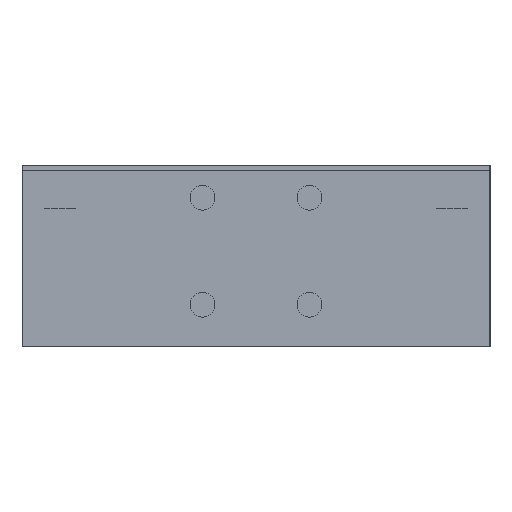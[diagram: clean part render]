
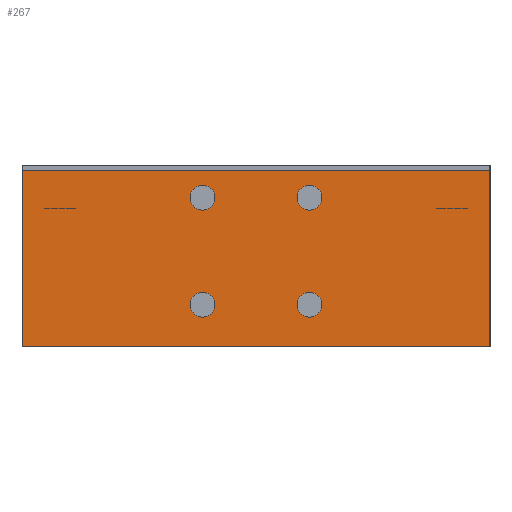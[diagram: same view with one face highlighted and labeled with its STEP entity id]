
A CAD part, left-side view. The second image highlights one B-rep face of the part: STEP entity #267.
In plain terms, the highlighted planar face has unit normal (-1, 0, 0).
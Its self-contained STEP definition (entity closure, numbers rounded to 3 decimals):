
#267 = ADVANCED_FACE( '', ( #658, #659, #660, #661, #662 ), #663, .F. );
#658 = FACE_BOUND( '', #1257, .T. );
#659 = FACE_BOUND( '', #1258, .T. );
#660 = FACE_BOUND( '', #1259, .T. );
#661 = FACE_BOUND( '', #1260, .T. );
#662 = FACE_OUTER_BOUND( '', #1261, .T. );
#663 = PLANE( '', #1262 );
#1257 = EDGE_LOOP( '', ( #1977 ) );
#1258 = EDGE_LOOP( '', ( #1978 ) );
#1259 = EDGE_LOOP( '', ( #1979 ) );
#1260 = EDGE_LOOP( '', ( #1980 ) );
#1261 = EDGE_LOOP( '', ( #1981, #1982, #1983, #1984 ) );
#1262 = AXIS2_PLACEMENT_3D( '', #1985, #1986, #1987 );
#1977 = ORIENTED_EDGE( '', *, *, #2923, .T. );
#1978 = ORIENTED_EDGE( '', *, *, #2924, .T. );
#1979 = ORIENTED_EDGE( '', *, *, #2846, .T. );
#1980 = ORIENTED_EDGE( '', *, *, #2925, .T. );
#1981 = ORIENTED_EDGE( '', *, *, #2800, .F. );
#1982 = ORIENTED_EDGE( '', *, *, #2926, .F. );
#1983 = ORIENTED_EDGE( '', *, *, #2927, .F. );
#1984 = ORIENTED_EDGE( '', *, *, #2928, .F. );
#1985 = CARTESIAN_POINT( '', ( -371., -28., 18. ) );
#1986 = DIRECTION( '', ( 1., 0., 0. ) );
#1987 = DIRECTION( '', ( 0., 1., 0. ) );
#2800 = EDGE_CURVE( '', #3216, #3218, #3219, .T. );
#2846 = EDGE_CURVE( '', #3294, #3294, #3295, .T. );
#2923 = EDGE_CURVE( '', #3419, #3419, #3420, .T. );
#2924 = EDGE_CURVE( '', #3421, #3421, #3422, .T. );
#2925 = EDGE_CURVE( '', #3423, #3423, #3424, .T. );
#2926 = EDGE_CURVE( '', #3425, #3216, #3426, .T. );
#2927 = EDGE_CURVE( '', #3427, #3425, #3428, .T. );
#2928 = EDGE_CURVE( '', #3218, #3427, #3429, .T. );
#3216 = VERTEX_POINT( '', #3821 );
#3218 = VERTEX_POINT( '', #3824 );
#3219 = LINE( '', #3825, #3826 );
#3294 = VERTEX_POINT( '', #3914 );
#3295 = CIRCLE( '', #3915, 2.6 );
#3419 = VERTEX_POINT( '', #4065 );
#3420 = CIRCLE( '', #4066, 2.6 );
#3421 = VERTEX_POINT( '', #4067 );
#3422 = CIRCLE( '', #4068, 2.6 );
#3423 = VERTEX_POINT( '', #4069 );
#3424 = CIRCLE( '', #4070, 2.6 );
#3425 = VERTEX_POINT( '', #4071 );
#3426 = LINE( '', #4072, #4073 );
#3427 = VERTEX_POINT( '', #4074 );
#3428 = LINE( '', #4075, #4076 );
#3429 = LINE( '', #4077, #4078 );
#3821 = CARTESIAN_POINT( '', ( -371., -49., -2. ) );
#3824 = CARTESIAN_POINT( '', ( -371., 49., -2. ) );
#3825 = CARTESIAN_POINT( '', ( -371., -49., -2. ) );
#3826 = VECTOR( '', #4524, 1000. );
#3914 = CARTESIAN_POINT( '', ( -371., 13.8, 29.2 ) );
#3915 = AXIS2_PLACEMENT_3D( '', #4592, #4593, #4594 );
#4065 = CARTESIAN_POINT( '', ( -371., 13.8, 6.8 ) );
#4066 = AXIS2_PLACEMENT_3D( '', #4702, #4703, #4704 );
#4067 = CARTESIAN_POINT( '', ( -371., -8.6, 6.8 ) );
#4068 = AXIS2_PLACEMENT_3D( '', #4705, #4706, #4707 );
#4069 = CARTESIAN_POINT( '', ( -371., -8.6, 29.2 ) );
#4070 = AXIS2_PLACEMENT_3D( '', #4708, #4709, #4710 );
#4071 = CARTESIAN_POINT( '', ( -371., -49., 35. ) );
#4072 = CARTESIAN_POINT( '', ( -371., -49., 35. ) );
#4073 = VECTOR( '', #4711, 1000. );
#4074 = CARTESIAN_POINT( '', ( -371., 49., 35. ) );
#4075 = CARTESIAN_POINT( '', ( -371., 49., 35. ) );
#4076 = VECTOR( '', #4712, 1000. );
#4077 = CARTESIAN_POINT( '', ( -371., 49., -2. ) );
#4078 = VECTOR( '', #4713, 1000. );
#4524 = DIRECTION( '', ( 0., 1., 0. ) );
#4592 = CARTESIAN_POINT( '', ( -371., 11.2, 29.2 ) );
#4593 = DIRECTION( '', ( 1., 0., 0. ) );
#4594 = DIRECTION( '', ( 0., 1., 0. ) );
#4702 = CARTESIAN_POINT( '', ( -371., 11.2, 6.8 ) );
#4703 = DIRECTION( '', ( 1., 0., 0. ) );
#4704 = DIRECTION( '', ( 0., 1., 0. ) );
#4705 = CARTESIAN_POINT( '', ( -371., -11.2, 6.8 ) );
#4706 = DIRECTION( '', ( 1., 0., 0. ) );
#4707 = DIRECTION( '', ( 0., 1., 0. ) );
#4708 = CARTESIAN_POINT( '', ( -371., -11.2, 29.2 ) );
#4709 = DIRECTION( '', ( 1., 0., 0. ) );
#4710 = DIRECTION( '', ( 0., 1., 0. ) );
#4711 = DIRECTION( '', ( 0., 0., -1. ) );
#4712 = DIRECTION( '', ( 0., -1., 0. ) );
#4713 = DIRECTION( '', ( 0., 0., 1. ) );
